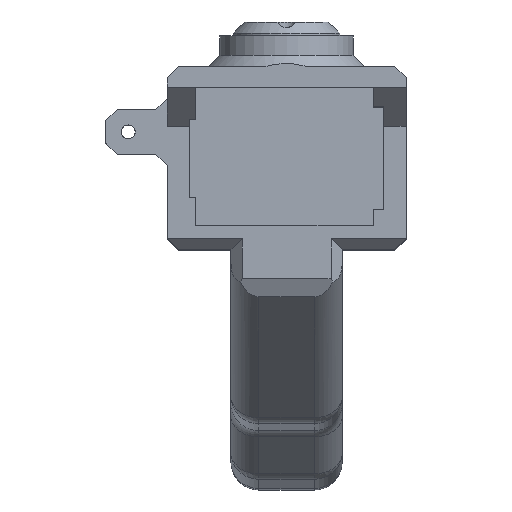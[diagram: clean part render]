
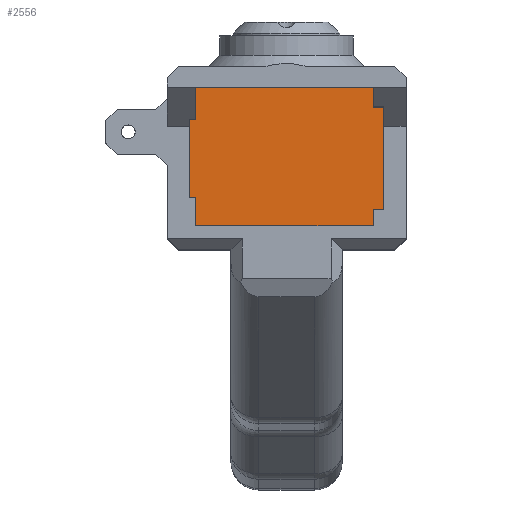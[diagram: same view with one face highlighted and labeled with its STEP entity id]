
A CAD part, top view. The second image highlights one B-rep face of the part: STEP entity #2556.
In plain terms, the highlighted planar face has unit normal (0, 0, 1).
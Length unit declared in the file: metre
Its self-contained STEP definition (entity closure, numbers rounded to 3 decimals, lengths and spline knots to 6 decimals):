
#514=ORIENTED_EDGE('',*,*,#1170,.F.);
#515=ORIENTED_EDGE('',*,*,#1175,.T.);
#516=ORIENTED_EDGE('',*,*,#1177,.T.);
#517=ORIENTED_EDGE('',*,*,#1178,.F.);
#518=ORIENTED_EDGE('',*,*,#1172,.T.);
#519=ORIENTED_EDGE('',*,*,#1179,.T.);
#520=ORIENTED_EDGE('',*,*,#1017,.F.);
#521=ORIENTED_EDGE('',*,*,#1024,.F.);
#522=ORIENTED_EDGE('',*,*,#1026,.T.);
#523=ORIENTED_EDGE('',*,*,#1021,.T.);
#524=ORIENTED_EDGE('',*,*,#956,.F.);
#525=ORIENTED_EDGE('',*,*,#1168,.T.);
#956=EDGE_CURVE('',#1322,#1323,#1548,.T.);
#1017=EDGE_CURVE('',#1377,#1379,#1595,.T.);
#1021=EDGE_CURVE('',#1381,#1323,#1599,.T.);
#1024=EDGE_CURVE('',#1383,#1377,#1602,.T.);
#1026=EDGE_CURVE('',#1383,#1381,#1604,.T.);
#1168=EDGE_CURVE('',#1322,#1511,#1713,.T.);
#1170=EDGE_CURVE('',#1512,#1511,#1715,.T.);
#1172=EDGE_CURVE('',#1514,#1513,#1717,.T.);
#1175=EDGE_CURVE('',#1512,#1515,#1720,.T.);
#1177=EDGE_CURVE('',#1515,#1516,#1722,.T.);
#1178=EDGE_CURVE('',#1514,#1516,#1723,.T.);
#1179=EDGE_CURVE('',#1513,#1379,#1724,.T.);
#1322=VERTEX_POINT('',#3781);
#1323=VERTEX_POINT('',#3782);
#1377=VERTEX_POINT('',#3913);
#1379=VERTEX_POINT('',#3916);
#1381=VERTEX_POINT('',#3922);
#1383=VERTEX_POINT('',#3928);
#1511=VERTEX_POINT('',#4251);
#1512=VERTEX_POINT('',#4258);
#1513=VERTEX_POINT('',#4262);
#1514=VERTEX_POINT('',#4264);
#1515=VERTEX_POINT('',#4268);
#1516=VERTEX_POINT('',#4272);
#1548=LINE('',#3780,#1786);
#1595=LINE('',#3915,#1833);
#1599=LINE('',#3923,#1837);
#1602=LINE('',#3929,#1840);
#1604=LINE('',#3932,#1842);
#1713=LINE('',#4252,#1951);
#1715=LINE('',#4259,#1953);
#1717=LINE('',#4263,#1955);
#1720=LINE('',#4269,#1958);
#1722=LINE('',#4273,#1960);
#1723=LINE('',#4275,#1961);
#1724=LINE('',#4277,#1962);
#1786=VECTOR('',#2971,1.);
#1833=VECTOR('',#3070,1.);
#1837=VECTOR('',#3076,1.);
#1840=VECTOR('',#3081,1.);
#1842=VECTOR('',#3085,1.);
#1951=VECTOR('',#3312,1.);
#1953=VECTOR('',#3322,1.);
#1955=VECTOR('',#3326,1.);
#1958=VECTOR('',#3331,1.);
#1960=VECTOR('',#3335,1.);
#1961=VECTOR('',#3338,1.);
#1962=VECTOR('',#3341,1.);
#2104=EDGE_LOOP('',(#514,#515,#516,#517,#518,#519,#520,#521,#522,#523,#524,
#525));
#2303=FACE_BOUND('',#2104,.T.);
#2459=PLANE('',#2774);
#2556=ADVANCED_FACE('',(#2303),#2459,.T.);
#2774=AXIS2_PLACEMENT_3D('',#4278,#3342,#3343);
#2971=DIRECTION('',(0.,-1.,0.));
#3070=DIRECTION('',(0.,-1.,0.));
#3076=DIRECTION('',(-1.,0.,0.));
#3081=DIRECTION('',(-1.,0.,0.));
#3085=DIRECTION('',(0.,1.,0.));
#3312=DIRECTION('',(-1.,0.,0.));
#3322=DIRECTION('',(0.,1.,0.));
#3326=DIRECTION('',(0.,-1.,0.));
#3331=DIRECTION('',(-1.,0.,0.));
#3335=DIRECTION('',(0.,-1.,0.));
#3338=DIRECTION('',(-1.,0.,0.));
#3341=DIRECTION('',(1.,0.,0.));
#3342=DIRECTION('',(0.,0.,1.));
#3343=DIRECTION('',(1.,0.,0.));
#3780=CARTESIAN_POINT('',(0.0156,-0.027302,-0.0175));
#3781=CARTESIAN_POINT('',(0.0156,-0.00375,-0.0175));
#3782=CARTESIAN_POINT('',(0.0156,-0.007258,-0.0175));
#3913=CARTESIAN_POINT('',(0.0156,-0.025742,-0.0175));
#3915=CARTESIAN_POINT('',(0.0156,-0.027302,-0.0175));
#3916=CARTESIAN_POINT('',(0.0156,-0.028651,-0.0175));
#3922=CARTESIAN_POINT('',(0.0175,-0.007258,-0.0175));
#3923=CARTESIAN_POINT('',(0.01655,-0.007258,-0.0175));
#3928=CARTESIAN_POINT('',(0.0175,-0.025742,-0.0175));
#3929=CARTESIAN_POINT('',(0.01655,-0.025742,-0.0175));
#3932=CARTESIAN_POINT('',(0.0175,-0.009004,-0.0175));
#4251=CARTESIAN_POINT('',(-0.0164,-0.00375,-0.0175));
#4252=CARTESIAN_POINT('',(-0.0004,-0.00375,-0.0175));
#4258=CARTESIAN_POINT('',(-0.0164,-0.0095,-0.0175));
#4259=CARTESIAN_POINT('',(-0.0164,-0.006819,-0.0175));
#4262=CARTESIAN_POINT('',(-0.0164,-0.028651,-0.0175));
#4263=CARTESIAN_POINT('',(-0.0164,-0.026181,-0.0175));
#4264=CARTESIAN_POINT('',(-0.0164,-0.0235,-0.0175));
#4268=CARTESIAN_POINT('',(-0.0175,-0.0095,-0.0175));
#4269=CARTESIAN_POINT('',(-0.01695,-0.0095,-0.0175));
#4272=CARTESIAN_POINT('',(-0.0175,-0.0235,-0.0175));
#4273=CARTESIAN_POINT('',(-0.0175,-0.013,-0.0175));
#4275=CARTESIAN_POINT('',(-0.01695,-0.0235,-0.0175));
#4277=CARTESIAN_POINT('',(-0.021502,-0.028651,-0.0175));
#4278=CARTESIAN_POINT('',(0.,-0.014431,-0.0175));
